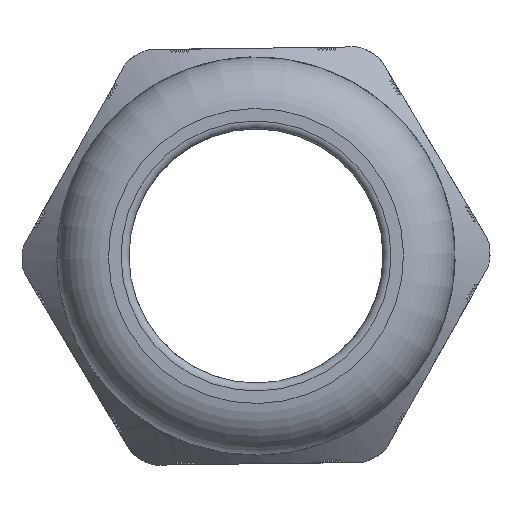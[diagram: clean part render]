
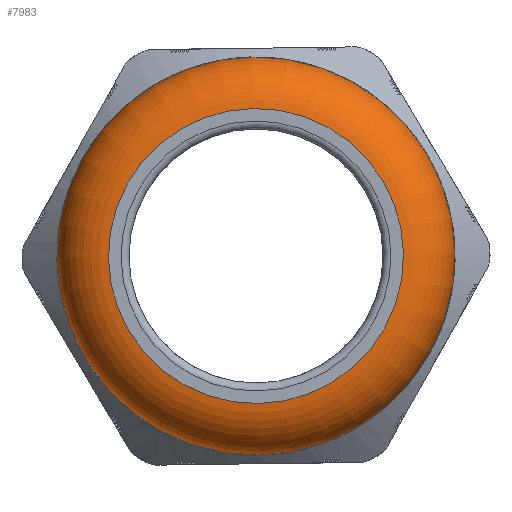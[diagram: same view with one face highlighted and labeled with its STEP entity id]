
A CAD part, left-side view. The second image highlights one B-rep face of the part: STEP entity #7983.
In plain terms, the highlighted toroidal (fillet/blend) face has major radius 18.225 mm and minor radius 7.155 mm.
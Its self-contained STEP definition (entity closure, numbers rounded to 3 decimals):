
#450=TOROIDAL_SURFACE('',#8718,18.225,7.155);
#489=FACE_BOUND('',#1628,.T.);
#1173=FACE_OUTER_BOUND('',#1627,.T.);
#1627=EDGE_LOOP('',(#7463));
#1628=EDGE_LOOP('',(#7464));
#3068=CIRCLE('',#8714,18.82);
#3070=CIRCLE('',#8719,25.38);
#3878=VERTEX_POINT('',#18382);
#3880=VERTEX_POINT('',#18389);
#5076=EDGE_CURVE('',#3878,#3878,#3068,.T.);
#5078=EDGE_CURVE('',#3880,#3880,#3070,.T.);
#7463=ORIENTED_EDGE('',*,*,#5078,.F.);
#7464=ORIENTED_EDGE('',*,*,#5076,.T.);
#7983=ADVANCED_FACE('',(#1173,#489),#450,.T.);
#8714=AXIS2_PLACEMENT_3D('',#18383,#10730,#10731);
#8718=AXIS2_PLACEMENT_3D('',#18388,#10738,#10739);
#8719=AXIS2_PLACEMENT_3D('',#18390,#10740,#10741);
#10730=DIRECTION('center_axis',(1.,0.,0.));
#10731=DIRECTION('ref_axis',(0.,0.,-1.));
#10738=DIRECTION('center_axis',(1.,0.,0.));
#10739=DIRECTION('ref_axis',(0.,0.,-1.));
#10740=DIRECTION('center_axis',(1.,0.,0.));
#10741=DIRECTION('ref_axis',(0.,0.,-1.));
#18382=CARTESIAN_POINT('',(-32.99,18.82,0.));
#18383=CARTESIAN_POINT('Origin',(-32.99,0.,0.));
#18388=CARTESIAN_POINT('Origin',(-25.86,0.,0.));
#18389=CARTESIAN_POINT('',(-25.86,25.38,0.));
#18390=CARTESIAN_POINT('Origin',(-25.86,0.,0.));
